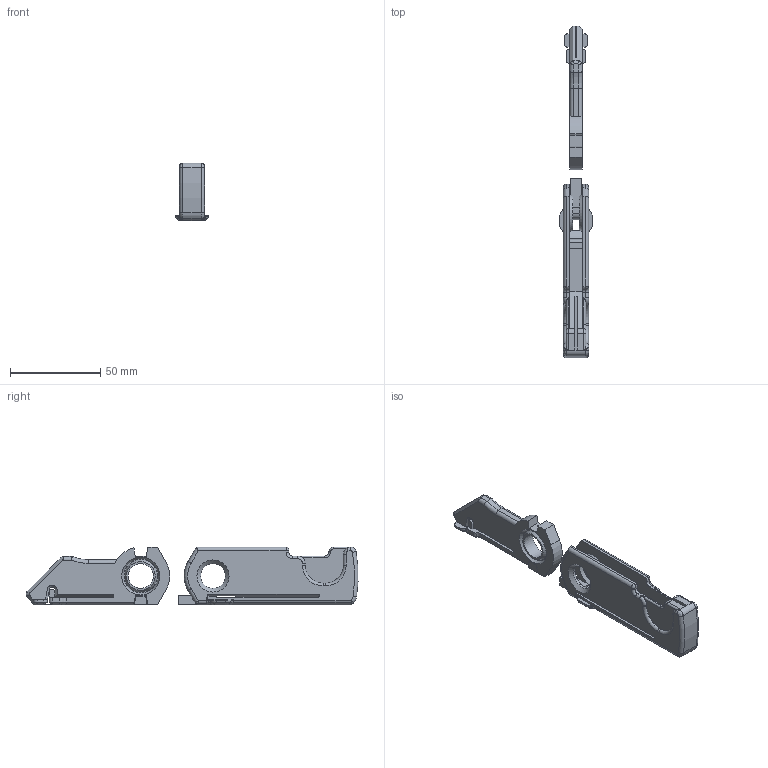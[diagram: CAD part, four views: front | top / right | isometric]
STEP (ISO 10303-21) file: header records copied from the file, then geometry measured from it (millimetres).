
FILE_DESCRIPTION(/* description */ (''),/* implementation_level */ '2;1');
FILE_NAME(/* name */ 'Folding Knife D4 basic.step',/* time_stamp */ '2025-12-13T07:49:05-07:00',/* author */ (''),/* organization */ (''),/* preprocessor_version */ 'ST-DEVELOPER v20.1',/* originating_system */ 'Autodesk Translation Framework v14.21.0.0',/* authorisation */ '');
FILE_SCHEMA (('AUTOMOTIVE_DESIGN { 1 0 10303 214 3 1 1 }'));
Length unit declared in the file: millimetre
Products named in the file (1): Pull Lever
Bounding box: 18 x 183.82 x 32 mm (x, y, z)
Volume: 34191.2 mm3; surface area: 22152.7 mm2
Topology: 2 solids, 2 shells, 472 faces, 1424 edges, 904 vertices
Faces by surface type: plane 295, cylinder 105, cone 32, torus 30, bspline 10
Full cylindrical faces by diameter (mm): 13.8 x3
Entity records: 16320 total; most frequent: CARTESIAN_POINT 3167, ORIENTED_EDGE 2848, DIRECTION 2646, EDGE_CURVE 1424, LINE 1080, VECTOR 1080, VERTEX_POINT 904, AXIS2_PLACEMENT_3D 783
